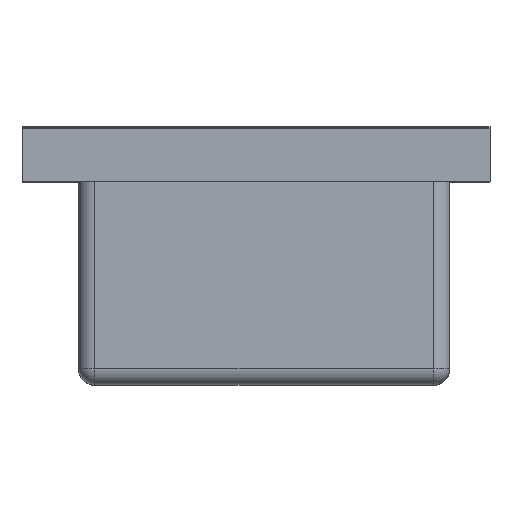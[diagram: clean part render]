
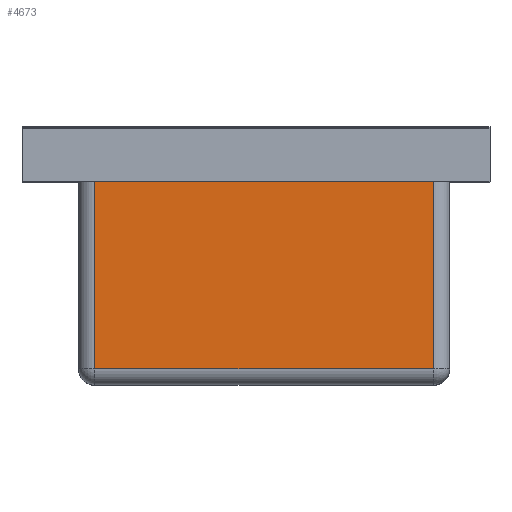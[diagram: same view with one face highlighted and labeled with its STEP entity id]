
A CAD part, top view. The second image highlights one B-rep face of the part: STEP entity #4673.
In plain terms, the highlighted planar face has unit normal (0, 0, 1).
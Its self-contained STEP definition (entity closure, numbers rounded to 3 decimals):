
#579 = ORIENTED_EDGE ( 'NONE', *, *, #5226, .T. ) ;
#591 = FACE_OUTER_BOUND ( 'NONE', #1225, .T. ) ;
#711 = DIRECTION ( 'NONE',  ( -1., 0., 0. ) ) ;
#843 = CARTESIAN_POINT ( 'NONE',  ( -1., -1.26, 1.35 ) ) ;
#1028 = CARTESIAN_POINT ( 'NONE',  ( -1., 0., 1.35 ) ) ;
#1119 = DIRECTION ( 'NONE',  ( 1., 0., 0. ) ) ;
#1206 = EDGE_CURVE ( 'NONE', #2533, #6191, #4176, .T. ) ;
#1225 = EDGE_LOOP ( 'NONE', ( #5839, #2054, #2052, #579 ) ) ;
#1425 = CARTESIAN_POINT ( 'NONE',  ( 1.1, -1.26, 1.35 ) ) ;
#1430 = CARTESIAN_POINT ( 'NONE',  ( 1.1, -1.16, 1.35 ) ) ;
#1663 = VECTOR ( 'NONE', #1119, 1000. ) ;
#1670 = CARTESIAN_POINT ( 'NONE',  ( -1., -1.16, 1.35 ) ) ;
#1952 = DIRECTION ( 'NONE',  ( 0., 1., 0. ) ) ;
#2002 = VECTOR ( 'NONE', #711, 1000. ) ;
#2052 = ORIENTED_EDGE ( 'NONE', *, *, #3959, .T. ) ;
#2054 = ORIENTED_EDGE ( 'NONE', *, *, #4093, .T. ) ;
#2533 = VERTEX_POINT ( 'NONE', #3424 ) ;
#2782 = DIRECTION ( 'NONE',  ( 0., 1., 0. ) ) ;
#3424 = CARTESIAN_POINT ( 'NONE',  ( -1., -1.16, 1.35 ) ) ;
#3512 = LINE ( 'NONE', #1670, #1663 ) ;
#3580 = CARTESIAN_POINT ( 'NONE',  ( -1., 0., 1.35 ) ) ;
#3923 = CARTESIAN_POINT ( 'NONE',  ( 1.1, 0., 1.35 ) ) ;
#3935 = PLANE ( 'NONE',  #5373 ) ;
#3959 = EDGE_CURVE ( 'NONE', #5104, #5065, #4790, .T. ) ;
#4093 = EDGE_CURVE ( 'NONE', #2533, #5104, #3512, .T. ) ;
#4176 = LINE ( 'NONE', #843, #4852 ) ;
#4673 = ADVANCED_FACE ( 'NONE', ( #591 ), #3935, .F. ) ;
#4707 = VECTOR ( 'NONE', #1952, 1000. ) ;
#4790 = LINE ( 'NONE', #1425, #4707 ) ;
#4852 = VECTOR ( 'NONE', #2782, 1000. ) ;
#5065 = VERTEX_POINT ( 'NONE', #3923 ) ;
#5104 = VERTEX_POINT ( 'NONE', #1430 ) ;
#5226 = EDGE_CURVE ( 'NONE', #5065, #6191, #5588, .T. ) ;
#5363 = DIRECTION ( 'NONE',  ( 0., 0., -1. ) ) ;
#5373 = AXIS2_PLACEMENT_3D ( 'NONE', #5930, #5363, #5398 ) ;
#5398 = DIRECTION ( 'NONE',  ( -1., 0., 0. ) ) ;
#5588 = LINE ( 'NONE', #3580, #2002 ) ;
#5839 = ORIENTED_EDGE ( 'NONE', *, *, #1206, .F. ) ;
#5930 = CARTESIAN_POINT ( 'NONE',  ( -1., -1.26, 1.35 ) ) ;
#6191 = VERTEX_POINT ( 'NONE', #1028 ) ;
